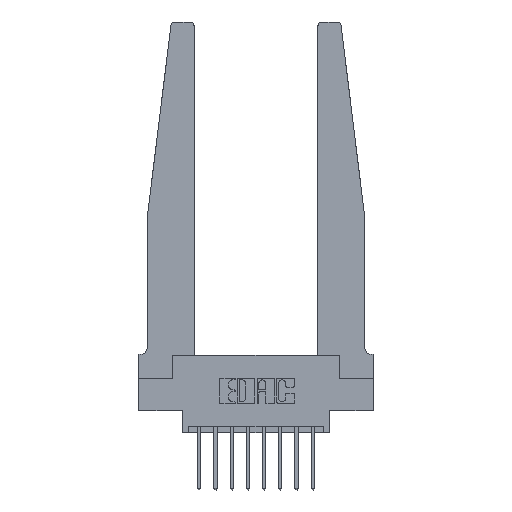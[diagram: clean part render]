
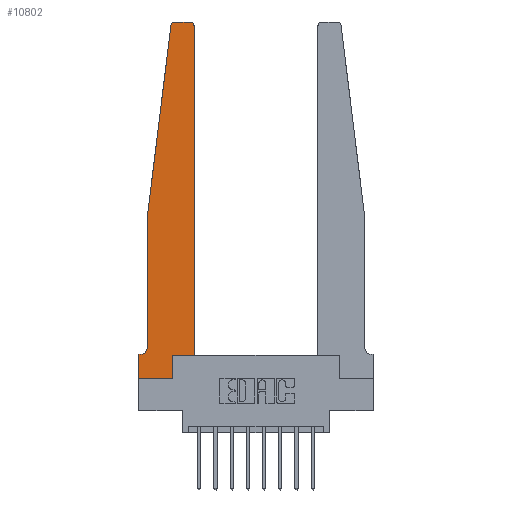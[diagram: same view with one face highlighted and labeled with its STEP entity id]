
A CAD part, top view. The second image highlights one B-rep face of the part: STEP entity #10802.
In plain terms, the highlighted planar face has unit normal (0, 0, 1).
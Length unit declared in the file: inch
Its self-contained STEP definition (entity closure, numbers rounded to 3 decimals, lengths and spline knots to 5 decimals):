
#292 = ORIENTED_EDGE ( 'NONE', *, *, #1933, .T. ) ;
#398 = ORIENTED_EDGE ( 'NONE', *, *, #13978, .T. ) ;
#578 = ORIENTED_EDGE ( 'NONE', *, *, #5779, .T. ) ;
#618 = LINE ( 'NONE', #6357, #2315 ) ;
#867 = DIRECTION ( 'NONE',  ( 0., -1., 0. ) ) ;
#925 = LINE ( 'NONE', #14946, #12861 ) ;
#1375 = VECTOR ( 'NONE', #3426, 39.37008 ) ;
#1561 = CARTESIAN_POINT ( 'NONE',  ( 0.27653, 2.72, 0.37 ) ) ;
#1933 = EDGE_CURVE ( 'NONE', #3898, #7501, #14842, .T. ) ;
#2315 = VECTOR ( 'NONE', #11030, 39.37008 ) ;
#2340 = EDGE_CURVE ( 'NONE', #12986, #8788, #13580, .T. ) ;
#2730 = CARTESIAN_POINT ( 'NONE',  ( 0.2605, 0., 0.37 ) ) ;
#2759 = DIRECTION ( 'NONE',  ( 1., 0., 0. ) ) ;
#2843 = VECTOR ( 'NONE', #867, 39.37008 ) ;
#2919 = DIRECTION ( 'NONE',  ( -1., 0., 0. ) ) ;
#3034 = ORIENTED_EDGE ( 'NONE', *, *, #11198, .T. ) ;
#3241 = CARTESIAN_POINT ( 'NONE',  ( 0.065, 1.25, 0.37 ) ) ;
#3254 = ORIENTED_EDGE ( 'NONE', *, *, #2340, .T. ) ;
#3256 = DIRECTION ( 'NONE',  ( 0., 1., 0. ) ) ;
#3377 = CARTESIAN_POINT ( 'NONE',  ( 0.395, 2.75, 0.37 ) ) ;
#3426 = DIRECTION ( 'NONE',  ( -1., 0., 0. ) ) ;
#3495 = CARTESIAN_POINT ( 'NONE',  ( 0.25, 2.75, 0.37 ) ) ;
#3627 = DIRECTION ( 'NONE',  ( -1., 0., 0. ) ) ;
#3898 = VERTEX_POINT ( 'NONE', #2730 ) ;
#4098 = DIRECTION ( 'NONE',  ( 0., 0., 1. ) ) ;
#4198 = CARTESIAN_POINT ( 'NONE',  ( 0.2605, 0.18, 0.37 ) ) ;
#4354 = DIRECTION ( 'NONE',  ( 0., 1., 0. ) ) ;
#4836 = DIRECTION ( 'NONE',  ( 0., 0., 1. ) ) ;
#4839 = CARTESIAN_POINT ( 'NONE',  ( 0.395, 2.72, 0.37 ) ) ;
#4909 = CARTESIAN_POINT ( 'NONE',  ( 0.24675, 2.72367, 0.37 ) ) ;
#5133 = CARTESIAN_POINT ( 'NONE',  ( 0.425, 0.18, 0.37 ) ) ;
#5372 = EDGE_LOOP ( 'NONE', ( #7401, #3034, #7698, #13082, #7738, #8859, #578, #12540, #292, #398, #3254, #6978 ) ) ;
#5636 = LINE ( 'NONE', #3495, #1375 ) ;
#5774 = LINE ( 'NONE', #10672, #6827 ) ;
#5779 = EDGE_CURVE ( 'NONE', #14930, #12831, #618, .T. ) ;
#5853 = DIRECTION ( 'NONE',  ( -0.122, -0.992, 0. ) ) ;
#6357 = CARTESIAN_POINT ( 'NONE',  ( 0., 0., 0.37 ) ) ;
#6429 = VERTEX_POINT ( 'NONE', #7400 ) ;
#6514 = VERTEX_POINT ( 'NONE', #10832 ) ;
#6755 = EDGE_CURVE ( 'NONE', #12787, #14930, #925, .T. ) ;
#6827 = VECTOR ( 'NONE', #5853, 39.37008 ) ;
#6978 = ORIENTED_EDGE ( 'NONE', *, *, #12102, .T. ) ;
#7038 = AXIS2_PLACEMENT_3D ( 'NONE', #4839, #9525, #8369 ) ;
#7099 = VECTOR ( 'NONE', #15079, 39.37008 ) ;
#7401 = ORIENTED_EDGE ( 'NONE', *, *, #8966, .T. ) ;
#7400 = CARTESIAN_POINT ( 'NONE',  ( 0.065, 1.25, 0.37 ) ) ;
#7501 = VERTEX_POINT ( 'NONE', #11532 ) ;
#7698 = ORIENTED_EDGE ( 'NONE', *, *, #14555, .T. ) ;
#7738 = ORIENTED_EDGE ( 'NONE', *, *, #14933, .T. ) ;
#7919 = EDGE_CURVE ( 'NONE', #6429, #14136, #12664, .T. ) ;
#8040 = CARTESIAN_POINT ( 'NONE',  ( 0., 0., 0.37 ) ) ;
#8151 = VECTOR ( 'NONE', #4354, 39.37008 ) ;
#8369 = DIRECTION ( 'NONE',  ( 1., 0., 0. ) ) ;
#8788 = VERTEX_POINT ( 'NONE', #13369 ) ;
#8859 = ORIENTED_EDGE ( 'NONE', *, *, #6755, .T. ) ;
#8966 = EDGE_CURVE ( 'NONE', #12271, #6514, #5636, .T. ) ;
#9220 = DIRECTION ( 'NONE',  ( 0., 0., -1. ) ) ;
#9525 = DIRECTION ( 'NONE',  ( 0., 0., 1. ) ) ;
#9865 = VECTOR ( 'NONE', #3256, 39.37008 ) ;
#9927 = CARTESIAN_POINT ( 'NONE',  ( 0., 0., 0.37 ) ) ;
#10672 = CARTESIAN_POINT ( 'NONE',  ( 0.065, 1.25, 0.37 ) ) ;
#10754 = CIRCLE ( 'NONE', #13944, 0.05 ) ;
#10802 = ADVANCED_FACE ( 'NONE', ( #12962 ), #12027, .T. ) ;
#10832 = CARTESIAN_POINT ( 'NONE',  ( 0.27653, 2.75, 0.37 ) ) ;
#10913 = DIRECTION ( 'NONE',  ( 1., 0., 0. ) ) ;
#11030 = DIRECTION ( 'NONE',  ( 0., -1., 0. ) ) ;
#11198 = EDGE_CURVE ( 'NONE', #6514, #15086, #13614, .T. ) ;
#11532 = CARTESIAN_POINT ( 'NONE',  ( 0.2605, 0.18, 0.37 ) ) ;
#11930 = AXIS2_PLACEMENT_3D ( 'NONE', #14241, #4836, #2759 ) ;
#12027 = PLANE ( 'NONE',  #11930 ) ;
#12102 = EDGE_CURVE ( 'NONE', #8788, #12271, #12667, .T. ) ;
#12271 = VERTEX_POINT ( 'NONE', #3377 ) ;
#12381 = CARTESIAN_POINT ( 'NONE',  ( 0.065, 0.2375, 0.37 ) ) ;
#12540 = ORIENTED_EDGE ( 'NONE', *, *, #13043, .T. ) ;
#12664 = LINE ( 'NONE', #3241, #2843 ) ;
#12667 = CIRCLE ( 'NONE', #7038, 0.03 ) ;
#12787 = VERTEX_POINT ( 'NONE', #14063 ) ;
#12831 = VERTEX_POINT ( 'NONE', #9927 ) ;
#12861 = VECTOR ( 'NONE', #2919, 39.37008 ) ;
#12962 = FACE_OUTER_BOUND ( 'NONE', #5372, .T. ) ;
#12966 = CARTESIAN_POINT ( 'NONE',  ( 0., 0.1875, 0.37 ) ) ;
#12986 = VERTEX_POINT ( 'NONE', #5133 ) ;
#13004 = LINE ( 'NONE', #14371, #13920 ) ;
#13043 = EDGE_CURVE ( 'NONE', #12831, #3898, #13544, .T. ) ;
#13082 = ORIENTED_EDGE ( 'NONE', *, *, #7919, .T. ) ;
#13168 = AXIS2_PLACEMENT_3D ( 'NONE', #1561, #4098, #14507 ) ;
#13369 = CARTESIAN_POINT ( 'NONE',  ( 0.425, 2.72, 0.37 ) ) ;
#13544 = LINE ( 'NONE', #8040, #7099 ) ;
#13580 = LINE ( 'NONE', #14741, #9865 ) ;
#13614 = CIRCLE ( 'NONE', #13168, 0.03 ) ;
#13920 = VECTOR ( 'NONE', #10913, 39.37008 ) ;
#13944 = AXIS2_PLACEMENT_3D ( 'NONE', #14102, #9220, #3627 ) ;
#13978 = EDGE_CURVE ( 'NONE', #7501, #12986, #13004, .T. ) ;
#14063 = CARTESIAN_POINT ( 'NONE',  ( 0.015, 0.1875, 0.37 ) ) ;
#14102 = CARTESIAN_POINT ( 'NONE',  ( 0.015, 0.2375, 0.37 ) ) ;
#14136 = VERTEX_POINT ( 'NONE', #12381 ) ;
#14241 = CARTESIAN_POINT ( 'NONE',  ( 0., 0.1875, 0.37 ) ) ;
#14371 = CARTESIAN_POINT ( 'NONE',  ( 0.425, 0.18, 0.37 ) ) ;
#14507 = DIRECTION ( 'NONE',  ( 1., 0., 0. ) ) ;
#14555 = EDGE_CURVE ( 'NONE', #15086, #6429, #5774, .T. ) ;
#14741 = CARTESIAN_POINT ( 'NONE',  ( 0.425, 0.18, 0.37 ) ) ;
#14842 = LINE ( 'NONE', #4198, #8151 ) ;
#14930 = VERTEX_POINT ( 'NONE', #12966 ) ;
#14933 = EDGE_CURVE ( 'NONE', #14136, #12787, #10754, .T. ) ;
#14946 = CARTESIAN_POINT ( 'NONE',  ( 0.065, 0.1875, 0.37 ) ) ;
#15079 = DIRECTION ( 'NONE',  ( 1., 0., 0. ) ) ;
#15086 = VERTEX_POINT ( 'NONE', #4909 ) ;
